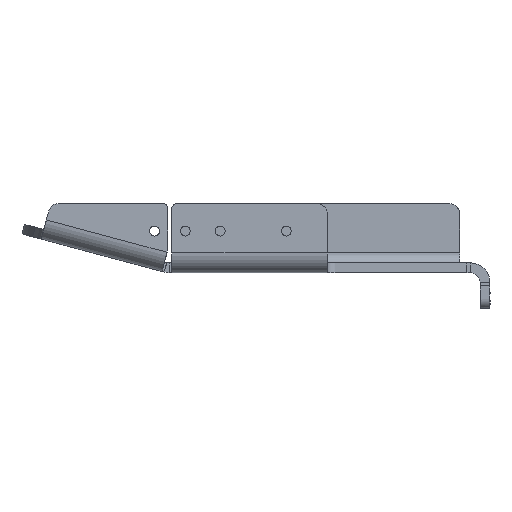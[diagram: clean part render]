
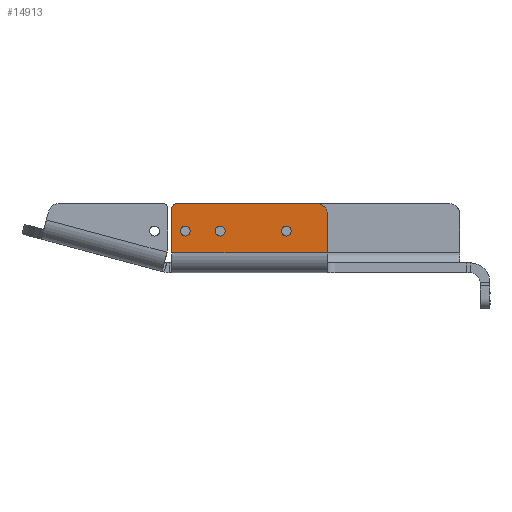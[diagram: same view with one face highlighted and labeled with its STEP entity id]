
A CAD part, left-side view. The second image highlights one B-rep face of the part: STEP entity #14913.
In plain terms, the highlighted planar face has unit normal (-1, 0, 0).
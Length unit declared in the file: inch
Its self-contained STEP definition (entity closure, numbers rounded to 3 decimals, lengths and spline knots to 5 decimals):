
#14267 = VERTEX_POINT('',#14268);
#14268 = CARTESIAN_POINT('',(-24.07968,41.70002,
    9.14402));
#14275 = EDGE_CURVE('',#14267,#14276,#14278,.T.);
#14276 = VERTEX_POINT('',#14277);
#14277 = CARTESIAN_POINT('',(-24.07968,45.40751,
    9.14402));
#14278 = LINE('',#14279,#14280);
#14279 = CARTESIAN_POINT('',(-24.07968,41.70002,
    9.14402));
#14280 = VECTOR('',#14281,0.03937);
#14281 = DIRECTION('',(0.,1.,0.));
#14913 = ADVANCED_FACE('',(#14914,#14988,#15008,#15028),#15048,.F.);
#14914 = FACE_BOUND('',#14915,.F.);
#14915 = EDGE_LOOP('',(#14916,#14926,#14935,#14975,#14981,#14982));
#14916 = ORIENTED_EDGE('',*,*,#14917,.T.);
#14917 = EDGE_CURVE('',#14918,#14920,#14922,.T.);
#14918 = VERTEX_POINT('',#14919);
#14919 = CARTESIAN_POINT('',(-24.07968,45.40751,
    9.21866));
#14920 = VERTEX_POINT('',#14921);
#14921 = CARTESIAN_POINT('',(-24.07968,45.4075,
    10.20249));
#14922 = LINE('',#14923,#14924);
#14923 = CARTESIAN_POINT('',(-24.07968,45.40751,
    9.21866));
#14924 = VECTOR('',#14925,0.03937);
#14925 = DIRECTION('',(0.,0.,
    1.));
#14926 = ORIENTED_EDGE('',*,*,#14927,.T.);
#14927 = EDGE_CURVE('',#14920,#14928,#14930,.T.);
#14928 = VERTEX_POINT('',#14929);
#14929 = CARTESIAN_POINT('',(-24.07968,45.28939,
    10.3206));
#14930 = CIRCLE('',#14931,0.11806);
#14931 = AXIS2_PLACEMENT_3D('',#14932,#14933,#14934);
#14932 = CARTESIAN_POINT('',(-24.07968,45.28945,
    10.20254));
#14933 = DIRECTION('',(1.,0.,0.));
#14934 = DIRECTION('',(0.,1.,0.));
#14935 = ORIENTED_EDGE('',*,*,#14936,.T.);
#14936 = EDGE_CURVE('',#14928,#14937,#14939,.T.);
#14937 = VERTEX_POINT('',#14938);
#14938 = CARTESIAN_POINT('',(-24.07968,41.70002,
    9.21865));
#14939 = B_SPLINE_CURVE_WITH_KNOTS('',2,(#14940,#14941,#14942,#14943,
    #14944,#14945,#14946,#14947,#14948,#14949,#14950,#14951,#14952,
    #14953,#14954,#14955,#14956,#14957,#14958,#14959,#14960,#14961,
    #14962,#14963,#14964,#14965,#14966,#14967,#14968,#14969,#14970,
    #14971,#14972,#14973,#14974),.UNSPECIFIED.,.F.,.F.,(3,2,2,2,2,2,2,2,
    2,2,2,2,2,2,2,2,2,3),(0.,58.31926,72.89907,
    80.18898,80.91797,81.35536,81.68341,
    82.01146,83.83393,85.65641,87.47889,
    89.30136,91.12384,92.03508,92.94632,
    94.76879,102.0587,116.63851),.UNSPECIFIED.);
#14940 = CARTESIAN_POINT('',(-24.07968,45.28939,
    10.3206));
#14941 = CARTESIAN_POINT('',(-24.07968,44.09246,
    10.3206));
#14942 = CARTESIAN_POINT('',(-24.07968,42.89553,
    10.32059));
#14943 = CARTESIAN_POINT('',(-24.07968,42.5963,
    10.32059));
#14944 = CARTESIAN_POINT('',(-24.07968,42.29706,
    10.32059));
#14945 = CARTESIAN_POINT('',(-24.07968,41.99788,
    10.32059));
#14946 = CARTESIAN_POINT('',(-24.07968,41.99783,
    10.32059));
#14947 = CARTESIAN_POINT('',(-24.07968,41.98287,
    10.32059));
#14948 = CARTESIAN_POINT('',(-24.07968,41.96791,
    10.32059));
#14949 = CARTESIAN_POINT('',(-24.07968,41.95893,
    10.32059));
#14950 = CARTESIAN_POINT('',(-24.07968,41.94995,
    10.32059));
#14951 = CARTESIAN_POINT('',(-24.07968,41.93895,
    10.32059));
#14952 = CARTESIAN_POINT('',(-24.07968,41.93649,
    10.32059));
#14953 = CARTESIAN_POINT('',(-24.07968,41.93108,
    10.32059));
#14954 = CARTESIAN_POINT('',(-24.07968,41.92589,
    10.32036));
#14955 = CARTESIAN_POINT('',(-24.07968,41.89489,
    10.31901));
#14956 = CARTESIAN_POINT('',(-24.07968,41.86524,
    10.30967));
#14957 = CARTESIAN_POINT('',(-24.07968,41.8336,
    10.2997));
#14958 = CARTESIAN_POINT('',(-24.07968,41.8059,
    10.28137));
#14959 = CARTESIAN_POINT('',(-24.07968,41.77743,
    10.26254));
#14960 = CARTESIAN_POINT('',(-24.07968,41.75543,
    10.23637));
#14961 = CARTESIAN_POINT('',(-24.07968,41.73373,
    10.21057));
#14962 = CARTESIAN_POINT('',(-24.07968,41.7201,
    10.17967));
#14963 = CARTESIAN_POINT('',(-24.07968,41.70718,
    10.15039));
#14964 = CARTESIAN_POINT('',(-24.07968,41.70253,
    10.11868));
#14965 = CARTESIAN_POINT('',(-24.07968,41.70035,
    10.10386));
#14966 = CARTESIAN_POINT('',(-24.07968,41.70006,
    10.08884));
#14967 = CARTESIAN_POINT('',(-24.07968,41.70002,
    10.08661));
#14968 = CARTESIAN_POINT('',(-24.07968,41.70002,
    10.05707));
#14969 = CARTESIAN_POINT('',(-24.07968,41.70002,
    10.0408));
#14970 = CARTESIAN_POINT('',(-24.07968,41.70002,
    9.99257));
#14971 = CARTESIAN_POINT('',(-24.07968,41.70002,
    9.86358));
#14972 = CARTESIAN_POINT('',(-24.07968,41.70002,
    9.7346));
#14973 = CARTESIAN_POINT('',(-24.07968,41.70002,
    9.47662));
#14974 = CARTESIAN_POINT('',(-24.07968,41.70002,
    9.21865));
#14975 = ORIENTED_EDGE('',*,*,#14976,.T.);
#14976 = EDGE_CURVE('',#14937,#14267,#14977,.T.);
#14977 = LINE('',#14978,#14979);
#14978 = CARTESIAN_POINT('',(-24.07968,41.70002,
    9.21865));
#14979 = VECTOR('',#14980,0.03937);
#14980 = DIRECTION('',(0.,0.,-1.));
#14981 = ORIENTED_EDGE('',*,*,#14275,.T.);
#14982 = ORIENTED_EDGE('',*,*,#14983,.T.);
#14983 = EDGE_CURVE('',#14276,#14918,#14984,.T.);
#14984 = LINE('',#14985,#14986);
#14985 = CARTESIAN_POINT('',(-24.07968,45.40751,
    9.14402));
#14986 = VECTOR('',#14987,0.03937);
#14987 = DIRECTION('',(0.,0.,1.));
#14988 = FACE_BOUND('',#14989,.F.);
#14989 = EDGE_LOOP('',(#14990,#15001));
#14990 = ORIENTED_EDGE('',*,*,#14991,.T.);
#14991 = EDGE_CURVE('',#14992,#14994,#14996,.T.);
#14992 = VERTEX_POINT('',#14993);
#14993 = CARTESIAN_POINT('',(-24.07968,44.9701,
    9.66646));
#14994 = VERTEX_POINT('',#14995);
#14995 = CARTESIAN_POINT('',(-24.07968,45.20632,
    9.66646));
#14996 = CIRCLE('',#14997,0.11811);
#14997 = AXIS2_PLACEMENT_3D('',#14998,#14999,#15000);
#14998 = CARTESIAN_POINT('',(-24.07968,45.08821,
    9.66649));
#14999 = DIRECTION('',(-1.,0.,0.));
#15000 = DIRECTION('',(0.,-1.,0.));
#15001 = ORIENTED_EDGE('',*,*,#15002,.T.);
#15002 = EDGE_CURVE('',#14994,#14992,#15003,.T.);
#15003 = CIRCLE('',#15004,0.11811);
#15004 = AXIS2_PLACEMENT_3D('',#15005,#15006,#15007);
#15005 = CARTESIAN_POINT('',(-24.07968,45.08822,
    9.66644));
#15006 = DIRECTION('',(-1.,0.,0.));
#15007 = DIRECTION('',(0.,1.,0.));
#15008 = FACE_BOUND('',#15009,.F.);
#15009 = EDGE_LOOP('',(#15010,#15021));
#15010 = ORIENTED_EDGE('',*,*,#15011,.T.);
#15011 = EDGE_CURVE('',#15012,#15014,#15016,.T.);
#15012 = VERTEX_POINT('',#15013);
#15013 = CARTESIAN_POINT('',(-24.07968,42.79274,
    9.66646));
#15014 = VERTEX_POINT('',#15015);
#15015 = CARTESIAN_POINT('',(-24.07968,42.55652,
    9.66646));
#15016 = CIRCLE('',#15017,0.11811);
#15017 = AXIS2_PLACEMENT_3D('',#15018,#15019,#15020);
#15018 = CARTESIAN_POINT('',(-24.07968,42.67463,
    9.66644));
#15019 = DIRECTION('',(-1.,0.,0.));
#15020 = DIRECTION('',(0.,1.,0.));
#15021 = ORIENTED_EDGE('',*,*,#15022,.T.);
#15022 = EDGE_CURVE('',#15014,#15012,#15023,.T.);
#15023 = CIRCLE('',#15024,0.11811);
#15024 = AXIS2_PLACEMENT_3D('',#15025,#15026,#15027);
#15025 = CARTESIAN_POINT('',(-24.07968,42.67463,
    9.66647));
#15026 = DIRECTION('',(-1.,0.,0.));
#15027 = DIRECTION('',(0.,-1.,0.));
#15028 = FACE_BOUND('',#15029,.F.);
#15029 = EDGE_LOOP('',(#15030,#15041));
#15030 = ORIENTED_EDGE('',*,*,#15031,.T.);
#15031 = EDGE_CURVE('',#15032,#15034,#15036,.T.);
#15032 = VERTEX_POINT('',#15033);
#15033 = CARTESIAN_POINT('',(-24.07968,44.37254,
    9.66646));
#15034 = VERTEX_POINT('',#15035);
#15035 = CARTESIAN_POINT('',(-24.07968,44.13632,
    9.66646));
#15036 = CIRCLE('',#15037,0.11811);
#15037 = AXIS2_PLACEMENT_3D('',#15038,#15039,#15040);
#15038 = CARTESIAN_POINT('',(-24.07968,44.25443,
    9.66644));
#15039 = DIRECTION('',(-1.,0.,0.));
#15040 = DIRECTION('',(0.,1.,0.));
#15041 = ORIENTED_EDGE('',*,*,#15042,.T.);
#15042 = EDGE_CURVE('',#15034,#15032,#15043,.T.);
#15043 = CIRCLE('',#15044,0.11811);
#15044 = AXIS2_PLACEMENT_3D('',#15045,#15046,#15047);
#15045 = CARTESIAN_POINT('',(-24.07968,44.25444,
    9.66648));
#15046 = DIRECTION('',(-1.,0.,0.));
#15047 = DIRECTION('',(0.,-1.,0.));
#15048 = PLANE('',#15049);
#15049 = AXIS2_PLACEMENT_3D('',#15050,#15051,#15052);
#15050 = CARTESIAN_POINT('',(-24.07968,43.55377,
    9.73231));
#15051 = DIRECTION('',(1.,0.,0.));
#15052 = DIRECTION('',(0.,0.,-1.));
